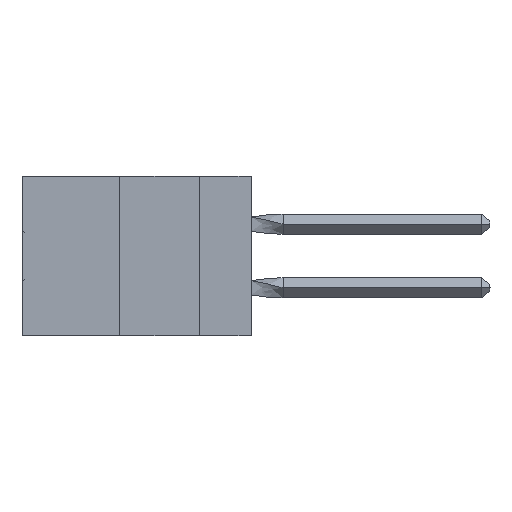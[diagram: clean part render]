
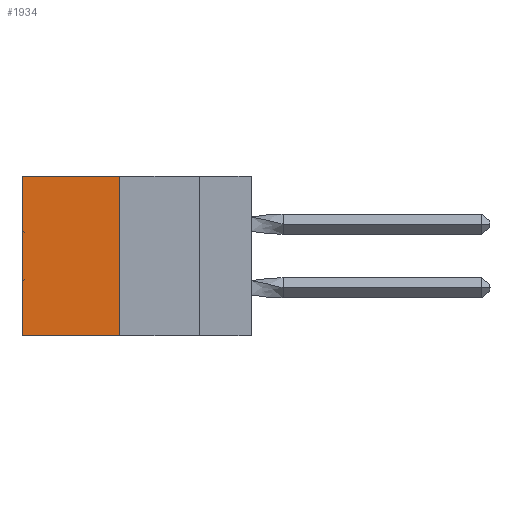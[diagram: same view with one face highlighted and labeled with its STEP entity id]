
A CAD part, left-side view. The second image highlights one B-rep face of the part: STEP entity #1934.
In plain terms, the highlighted planar face has unit normal (-1, 0, 0).
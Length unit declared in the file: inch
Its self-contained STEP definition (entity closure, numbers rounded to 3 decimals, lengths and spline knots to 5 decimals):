
#1934 = ADVANCED_FACE ( 'NONE', ( #24804 ), #34747, .F. ) ;
#5368 = DIRECTION ( 'NONE',  ( 0., 0., -1. ) ) ;
#6303 = LINE ( 'NONE', #21832, #38761 ) ;
#6484 = VECTOR ( 'NONE', #40010, 39.37008 ) ;
#8441 = EDGE_CURVE ( 'NONE', #22024, #21869, #47218, .T. ) ;
#10967 = VERTEX_POINT ( 'NONE', #36697 ) ;
#12358 = CARTESIAN_POINT ( 'NONE',  ( 0.305, 0.413, -0.5 ) ) ;
#12666 = VECTOR ( 'NONE', #40526, 39.37008 ) ;
#13622 = CARTESIAN_POINT ( 'NONE',  ( 0.305, 0.413, -0.5 ) ) ;
#15034 = LINE ( 'NONE', #29286, #12666 ) ;
#15211 = EDGE_LOOP ( 'NONE', ( #39143, #35301, #19630, #43371 ) ) ;
#16650 = DIRECTION ( 'NONE',  ( 1., 0., 0. ) ) ;
#19630 = ORIENTED_EDGE ( 'NONE', *, *, #8441, .F. ) ;
#21561 = LINE ( 'NONE', #39627, #28607 ) ;
#21832 = CARTESIAN_POINT ( 'NONE',  ( 0.305, 0.413, -0.5 ) ) ;
#21869 = VERTEX_POINT ( 'NONE', #47406 ) ;
#22024 = VERTEX_POINT ( 'NONE', #46003 ) ;
#24804 = FACE_OUTER_BOUND ( 'NONE', #15211, .T. ) ;
#25134 = DIRECTION ( 'NONE',  ( 0., 1., 0. ) ) ;
#25546 = EDGE_CURVE ( 'NONE', #33112, #10967, #15034, .T. ) ;
#28607 = VECTOR ( 'NONE', #25134, 39.37008 ) ;
#29286 = CARTESIAN_POINT ( 'NONE',  ( 0.305, 0.72, -0.5 ) ) ;
#29348 = EDGE_CURVE ( 'NONE', #21869, #10967, #6303, .T. ) ;
#30140 = AXIS2_PLACEMENT_3D ( 'NONE', #12358, #16650, #5368 ) ;
#30673 = EDGE_CURVE ( 'NONE', #22024, #33112, #21561, .T. ) ;
#33112 = VERTEX_POINT ( 'NONE', #46354 ) ;
#34747 = PLANE ( 'NONE',  #30140 ) ;
#35301 = ORIENTED_EDGE ( 'NONE', *, *, #29348, .F. ) ;
#36697 = CARTESIAN_POINT ( 'NONE',  ( 0.305, 0.72, -0.5 ) ) ;
#37287 = DIRECTION ( 'NONE',  ( 0., 1., 0. ) ) ;
#38761 = VECTOR ( 'NONE', #37287, 39.37008 ) ;
#39143 = ORIENTED_EDGE ( 'NONE', *, *, #25546, .T. ) ;
#39627 = CARTESIAN_POINT ( 'NONE',  ( 0.305, 0.413, 0. ) ) ;
#40010 = DIRECTION ( 'NONE',  ( 0., 0., -1. ) ) ;
#40526 = DIRECTION ( 'NONE',  ( 0., 0., -1. ) ) ;
#43371 = ORIENTED_EDGE ( 'NONE', *, *, #30673, .T. ) ;
#46003 = CARTESIAN_POINT ( 'NONE',  ( 0.305, 0.413, 0. ) ) ;
#46354 = CARTESIAN_POINT ( 'NONE',  ( 0.305, 0.72, 0. ) ) ;
#47218 = LINE ( 'NONE', #13622, #6484 ) ;
#47406 = CARTESIAN_POINT ( 'NONE',  ( 0.305, 0.413, -0.5 ) ) ;
